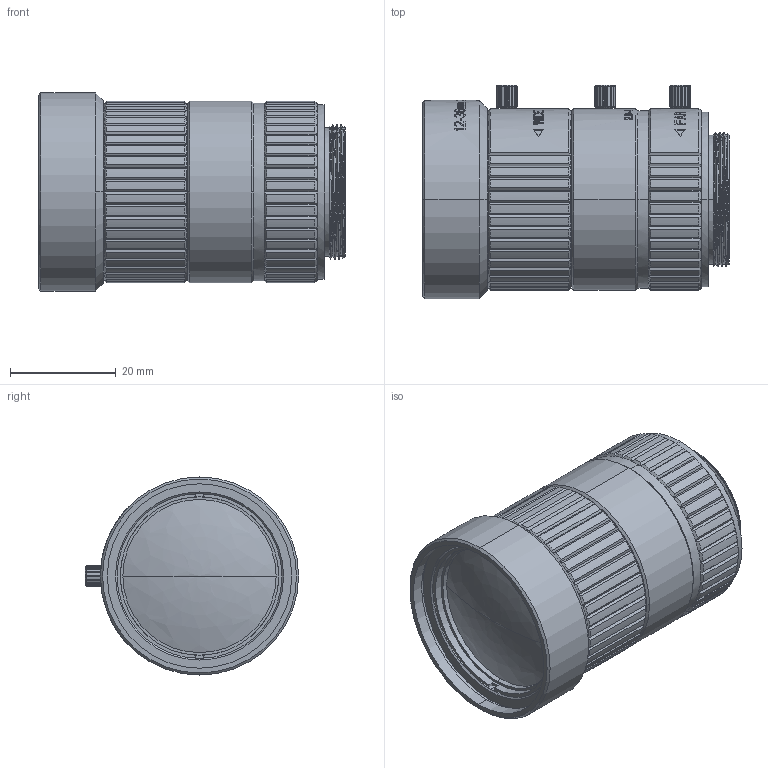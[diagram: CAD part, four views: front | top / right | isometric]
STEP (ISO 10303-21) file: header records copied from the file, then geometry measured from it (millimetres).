
FILE_DESCRIPTION (( 'STEP AP203' ), '1' );
FILE_NAME ('640000.STEP', '2021-08-04T07:02:45', ( '' ), ( '' ), 'SwSTEP 2.0', 'SolidWorks 2020', '' );
FILE_SCHEMA (( 'CONFIG_CONTROL_DESIGN' ));
Products named in the file (1): 640000
Bounding box: 58 x 40.35 x 37.5 mm (x, y, z)
Volume: 50739.8 mm3; surface area: 25947.5 mm2
Topology: 19 solids, 20 shells, 1761 faces, 4620 edges, 2981 vertices
Faces by surface type: plane 752, bspline 451, cylinder 350, cone 208
Entity records: 68820 total; most frequent: CARTESIAN_POINT 29333, ORIENTED_EDGE 9196, DIRECTION 6620, EDGE_CURVE 4598, VERTEX_POINT 2981, AXIS2_PLACEMENT_3D 2397, EDGE_LOOP 1893, LINE 1826
